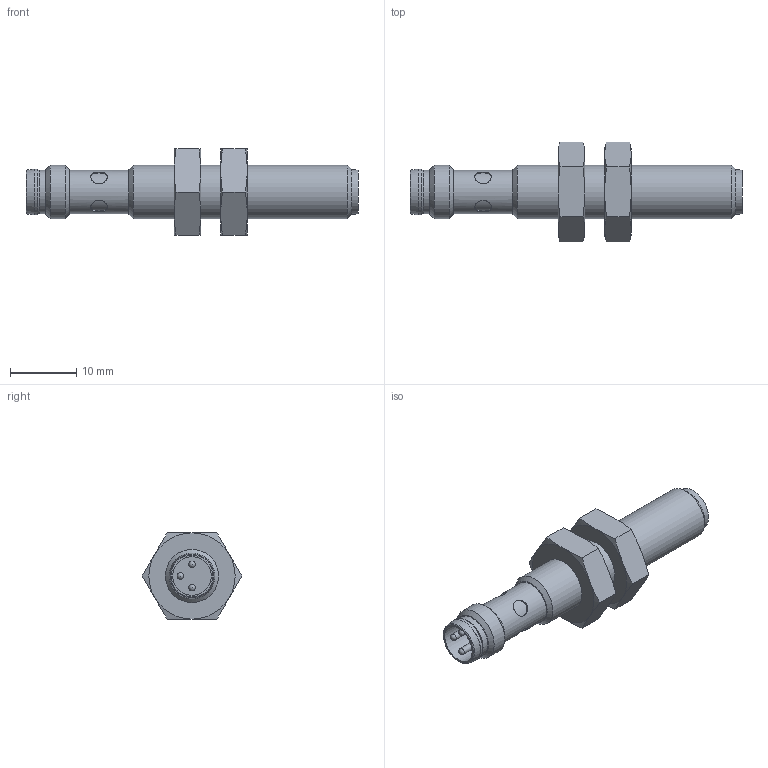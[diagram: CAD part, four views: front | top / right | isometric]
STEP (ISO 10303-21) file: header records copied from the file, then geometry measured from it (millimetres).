
FILE_DESCRIPTION( ( 'STEP AP203' ), '1' );
FILE_NAME( 'SICK IME08-1B5PSZT0S-Order no.1040838.stp', '2018-12-20T10:30:47', ( '' ), ( '' ), ' ', 'PARTsolutions', ' ' );
FILE_SCHEMA( ( 'CONFIG_CONTROL_DESIGN' ) );
Length unit declared in the file: millimetre
Products named in the file (3): SICK IME08-1B5PSZT0S-Order no.1040838; _SICK IME08-1B5PSZT0S-Bestell-Nr.1040838-1; _SICK Mutter M8x1
Assembly tree (3 placements, depth 2):
  SICK IME08-1B5PSZT0S-Order no.1040838
    _SICK IME08-1B5PSZT0S-Bestell-Nr.1040838-1
    _SICK Mutter M8x1  x2
Bounding box: 49.97 x 15.01 x 13 mm (x, y, z)
Volume: 3021.1 mm3; surface area: 2363.5 mm2
Topology: 3 solids, 3 shells, 83 faces, 168 edges, 100 vertices
Faces by surface type: cone 35, plane 23, cylinder 19, sphere 3, torus 3
Full cylindrical faces by diameter (mm): 1 x3, 2.5 x4, 5.8 x1, 6.5 x2, 6.647 x2, 6.9 x1, 8 x2
Entity records: 1774 total; most frequent: CARTESIAN_POINT 605, DIRECTION 222, ORIENTED_EDGE 164, AXIS2_PLACEMENT_3D 108, EDGE_LOOP 100, EDGE_CURVE 82, FACE_OUTER_BOUND 77, VERTEX_POINT 67
